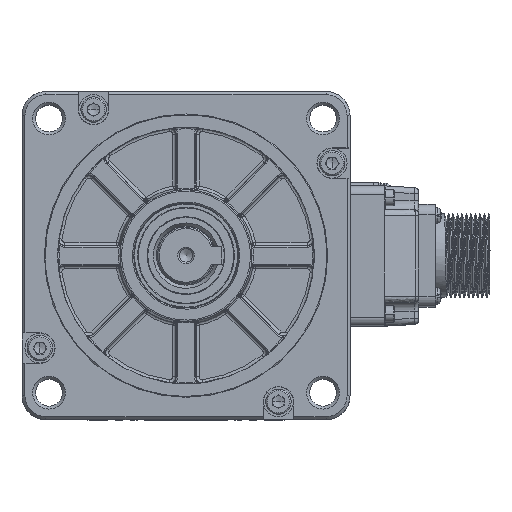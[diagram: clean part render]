
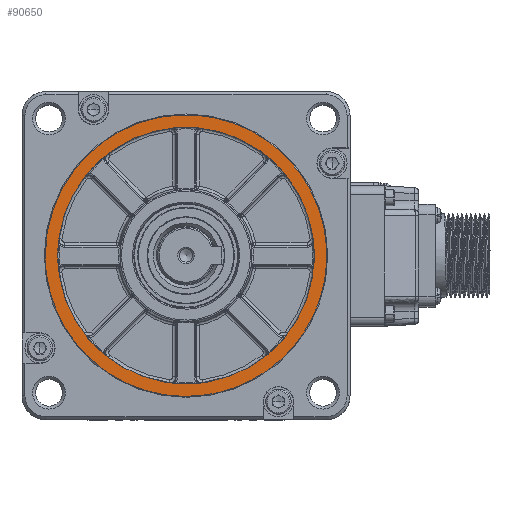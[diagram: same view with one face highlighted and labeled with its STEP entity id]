
A CAD part, top view. The second image highlights one B-rep face of the part: STEP entity #90650.
In plain terms, the highlighted planar face has unit normal (0, 0, 1).
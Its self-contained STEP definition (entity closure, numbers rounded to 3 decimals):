
#89080=CARTESIAN_POINT('',(-65.384,463.61,-260.));
#89081=VERTEX_POINT('',#89080);
#89091=CARTESIAN_POINT('',(-65.384,463.61,-260.));
#89092=CARTESIAN_POINT('',(-65.384,510.81,-260.));
#89093=CARTESIAN_POINT('',(-18.184,510.81,-260.));
#89094=CARTESIAN_POINT('',(29.016,510.81,-260.));
#89095=CARTESIAN_POINT('',(29.016,463.61,-260.));
#89096=CARTESIAN_POINT('',(29.016,458.961,-260.));
#89097=CARTESIAN_POINT('',(28.109,454.401,-260.));
#89098=CARTESIAN_POINT('',(27.202,449.842,-260.));
#89099=CARTESIAN_POINT('',(25.423,445.547,-260.));
#89100=CARTESIAN_POINT('',(23.644,441.252,-260.));
#89101=CARTESIAN_POINT('',(21.061,437.387,-260.));
#89102=CARTESIAN_POINT('',(18.479,433.521,-260.));
#89103=CARTESIAN_POINT('',(15.191,430.234,-260.));
#89104=CARTESIAN_POINT('',(11.904,426.947,-260.));
#89105=CARTESIAN_POINT('',(8.039,424.364,-260.));
#89106=CARTESIAN_POINT('',(4.174,421.782,-260.));
#89107=CARTESIAN_POINT('',(-0.121,420.003,-260.));
#89108=CARTESIAN_POINT('',(-4.416,418.224,-260.));
#89109=CARTESIAN_POINT('',(-8.976,417.317,-260.));
#89110=CARTESIAN_POINT('',(-13.535,416.41,-260.));
#89111=CARTESIAN_POINT('',(-18.184,416.41,-260.));
#89112=CARTESIAN_POINT('',(-22.833,416.41,-260.));
#89113=CARTESIAN_POINT('',(-27.392,417.317,-260.));
#89114=CARTESIAN_POINT('',(-31.952,418.224,-260.));
#89115=CARTESIAN_POINT('',(-36.247,420.003,-260.));
#89116=CARTESIAN_POINT('',(-40.542,421.782,-260.));
#89117=CARTESIAN_POINT('',(-44.407,424.364,-260.));
#89118=CARTESIAN_POINT('',(-48.272,426.947,-260.));
#89119=CARTESIAN_POINT('',(-51.559,430.234,-260.));
#89120=CARTESIAN_POINT('',(-54.847,433.521,-260.));
#89121=CARTESIAN_POINT('',(-57.429,437.387,-260.));
#89122=CARTESIAN_POINT('',(-60.012,441.252,-260.));
#89123=CARTESIAN_POINT('',(-61.791,445.547,-260.));
#89124=CARTESIAN_POINT('',(-63.57,449.842,-260.));
#89125=CARTESIAN_POINT('',(-64.477,454.401,-260.));
#89126=CARTESIAN_POINT('',(-65.384,458.961,-260.));
#89127=CARTESIAN_POINT('',(-65.384,463.61,-260.));
#89128=(BOUNDED_CURVE()B_SPLINE_CURVE(2,(#89091,#89092,#89093,#89094,#89095,#89096,#89097,#89098,#89099,#89100,#89101,#89102,#89103,#89104,#89105,#89106,#89107,#89108,#89109,#89110,#89111,#89112,#89113,#89114,#89115,#89116,#89117,#89118,#89119,#89120,#89121,#89122,#89123,#89124,#89125,#89126,#89127),.UNSPECIFIED.,.T.,.U.)B_SPLINE_CURVE_WITH_KNOTS((3,2,2,2,2,2,2,2,2,2,2,2,2,2,2,2,2,2,3),(0.,0.5,1.,1.07,1.139,1.209,1.279,1.348,1.418,1.488,1.557,1.627,1.696,1.766,1.836,1.905,1.975,2.045,2.114),.UNSPECIFIED.)CURVE()GEOMETRIC_REPRESENTATION_ITEM()RATIONAL_B_SPLINE_CURVE((1.,0.707,1.,0.707,1.,1.,1.,1.,1.,1.,1.,1.,1.,1.,1.,1.,1.,1.,1.,1.,1.,1.,1.,1.,1.,1.,1.,1.,1.,1.,1.,1.,1.,1.,1.,1.,1.))REPRESENTATION_ITEM(''));
#89129=EDGE_CURVE('',#89081,#89081,#89128,.T.);
#90593=CARTESIAN_POINT('',(-18.184,463.61,-260.));
#90594=DIRECTION('',(1.,0.,0.));
#90595=DIRECTION('',(0.,0.,1.));
#90596=AXIS2_PLACEMENT_3D('',#90593,#90595,#90594);
#90597=PLANE('',#90596);
#90598=ORIENTED_EDGE('',*,*,#89129,.F.);
#90599=EDGE_LOOP('',(#90598));
#90600=FACE_OUTER_BOUND('',#90599,.T.);
#90601=CARTESIAN_POINT('',(-61.184,463.61,-260.));
#90602=VERTEX_POINT('',#90601);
#90603=CARTESIAN_POINT('',(24.816,463.61,-260.));
#90604=VERTEX_POINT('',#90603);
#90605=CARTESIAN_POINT('',(-61.184,463.61,-260.));
#90606=CARTESIAN_POINT('',(-61.184,467.845,-260.));
#90607=CARTESIAN_POINT('',(-60.358,471.999,-260.));
#90608=CARTESIAN_POINT('',(-59.532,476.152,-260.));
#90609=CARTESIAN_POINT('',(-57.911,480.065,-260.));
#90610=CARTESIAN_POINT('',(-56.29,483.978,-260.));
#90611=CARTESIAN_POINT('',(-53.937,487.499,-260.));
#90612=CARTESIAN_POINT('',(-51.584,491.021,-260.));
#90613=CARTESIAN_POINT('',(-48.59,494.015,-260.));
#90614=CARTESIAN_POINT('',(-45.595,497.01,-260.));
#90615=CARTESIAN_POINT('',(-42.074,499.363,-260.));
#90616=CARTESIAN_POINT('',(-38.552,501.716,-260.));
#90617=CARTESIAN_POINT('',(-34.639,503.336,-260.));
#90618=CARTESIAN_POINT('',(-30.727,504.957,-260.));
#90619=CARTESIAN_POINT('',(-26.573,505.783,-260.));
#90620=CARTESIAN_POINT('',(-22.419,506.61,-260.));
#90621=CARTESIAN_POINT('',(-18.184,506.61,-260.));
#90622=CARTESIAN_POINT('',(-13.949,506.61,-260.));
#90623=CARTESIAN_POINT('',(-9.795,505.783,-260.));
#90624=CARTESIAN_POINT('',(-5.641,504.957,-260.));
#90625=CARTESIAN_POINT('',(-1.729,503.336,-260.));
#90626=CARTESIAN_POINT('',(2.184,501.716,-260.));
#90627=CARTESIAN_POINT('',(5.705,499.363,-260.));
#90628=CARTESIAN_POINT('',(9.227,497.01,-260.));
#90629=CARTESIAN_POINT('',(12.222,494.015,-260.));
#90630=CARTESIAN_POINT('',(15.216,491.021,-260.));
#90631=CARTESIAN_POINT('',(17.569,487.499,-260.));
#90632=CARTESIAN_POINT('',(19.922,483.978,-260.));
#90633=CARTESIAN_POINT('',(21.543,480.065,-260.));
#90634=CARTESIAN_POINT('',(23.163,476.152,-260.));
#90635=CARTESIAN_POINT('',(23.99,471.999,-260.));
#90636=CARTESIAN_POINT('',(24.816,467.845,-260.));
#90637=CARTESIAN_POINT('',(24.816,463.61,-260.));
#90638=B_SPLINE_CURVE_WITH_KNOTS('',2,(#90605,#90606,#90607,#90608,#90609,#90610,#90611,#90612,#90613,#90614,#90615,#90616,#90617,#90618,#90619,#90620,#90621,#90622,#90623,#90624,#90625,#90626,#90627,#90628,#90629,#90630,#90631,#90632,#90633,#90634,#90635,#90636,#90637),.UNSPECIFIED.,.F.,.U.,(3,2,2,2,2,2,2,2,2,2,2,2,2,2,2,2,3),(0.5,0.531,0.563,0.594,0.625,0.656,0.688,0.719,0.75,0.781,0.813,0.844,0.875,0.906,0.938,0.969,1.),.UNSPECIFIED.);
#90639=EDGE_CURVE('',#90602,#90604,#90638,.T.);
#90640=ORIENTED_EDGE('',*,*,#90639,.T.);
#90641=CARTESIAN_POINT('',(-18.184,463.61,-260.));
#90642=DIRECTION('',(1.,0.,0.));
#90643=DIRECTION('',(0.,0.,-1.));
#90644=AXIS2_PLACEMENT_3D('',#90641,#90643,#90642);
#90645=CIRCLE('',#90644,43.);
#90646=EDGE_CURVE('',#90604,#90602,#90645,.T.);
#90647=ORIENTED_EDGE('',*,*,#90646,.T.);
#90648=EDGE_LOOP('',(#90640,#90647));
#90649=FACE_BOUND('',#90648,.T.);
#90650=ADVANCED_FACE('',(#90600,#90649),#90597,.T.);
